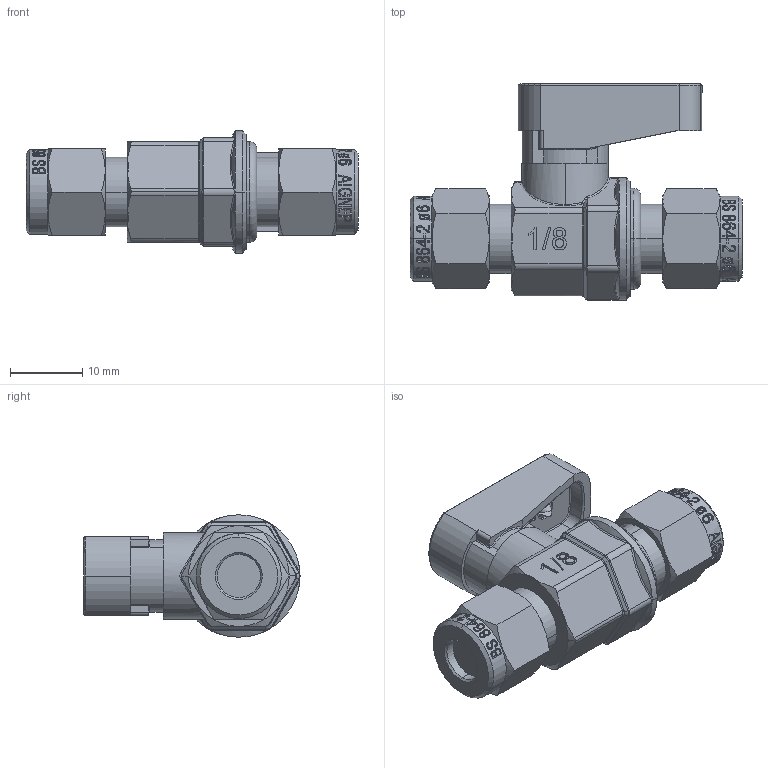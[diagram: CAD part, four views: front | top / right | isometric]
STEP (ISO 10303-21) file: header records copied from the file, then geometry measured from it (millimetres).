
FILE_DESCRIPTION (( 'STEP AP214' ), '1' );
FILE_NAME ('0645000001.step', '2012-10-02T16:33:38', ( '' ), ( '' ), 'SwSTEP 2.0', 'SolidWorks 2012', '' );
FILE_SCHEMA (( 'AUTOMOTIVE_DESIGN' ));
Length unit declared in the file: millimetre
Products named in the file (1): 0645000001
Bounding box: 46.1 x 30 x 17 mm (x, y, z)
Volume: 8360.6 mm3; surface area: 5039.9 mm2
Topology: 5 solids, 7 shells, 1181 faces, 3024 edges, 1964 vertices
Faces by surface type: plane 496, bspline 401, cylinder 194, cone 49, torus 39, sphere 2
Entity records: 73832 total; most frequent: CARTESIAN_POINT 35550, ORIENTED_EDGE 6048, DIRECTION 3909, EDGE_CURVE 3024, VERTEX_POINT 1964, AXIS2_PLACEMENT_3D 1349, EDGE_LOOP 1292, LINE 1211
